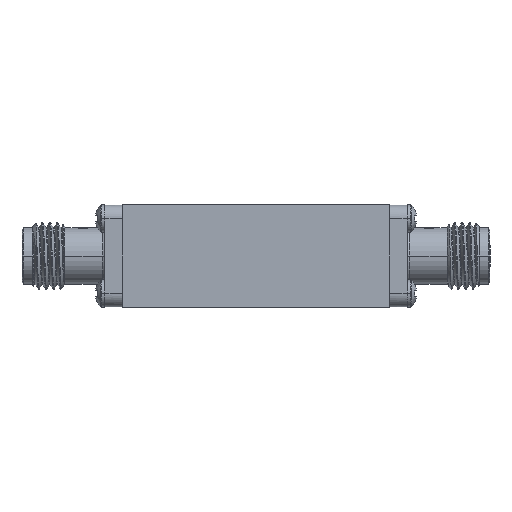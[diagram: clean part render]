
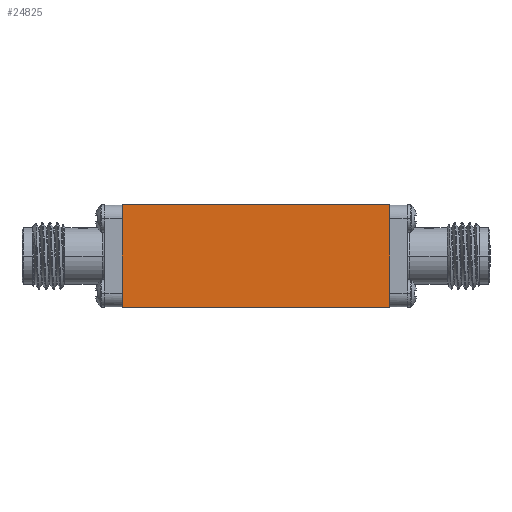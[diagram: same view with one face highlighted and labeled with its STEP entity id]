
A CAD part, front view. The second image highlights one B-rep face of the part: STEP entity #24825.
In plain terms, the highlighted planar face has unit normal (0, -1, 0).
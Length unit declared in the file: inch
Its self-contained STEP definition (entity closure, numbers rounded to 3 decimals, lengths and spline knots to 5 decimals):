
#666 = CARTESIAN_POINT ( 'NONE',  ( -0.5, -0.30118, -0.19094 ) ) ;
#2037 = ORIENTED_EDGE ( 'NONE', *, *, #36839, .F. ) ;
#3405 = VECTOR ( 'NONE', #24742, 39.37008 ) ;
#3638 = VECTOR ( 'NONE', #6607, 39.37008 ) ;
#4514 = PLANE ( 'NONE',  #40740 ) ;
#6121 = LINE ( 'NONE', #29067, #3638 ) ;
#6607 = DIRECTION ( 'NONE',  ( 0., 0., -1. ) ) ;
#7102 = VECTOR ( 'NONE', #11411, 39.37008 ) ;
#7377 = VECTOR ( 'NONE', #33858, 39.37008 ) ;
#8352 = LINE ( 'NONE', #11383, #7377 ) ;
#9551 = LINE ( 'NONE', #666, #7102 ) ;
#10099 = VERTEX_POINT ( 'NONE', #34661 ) ;
#10225 = DIRECTION ( 'NONE',  ( 0., 1., 0. ) ) ;
#11383 = CARTESIAN_POINT ( 'NONE',  ( -0.5, -0.30118, 0.19094 ) ) ;
#11411 = DIRECTION ( 'NONE',  ( 1., 0., 0. ) ) ;
#11913 = CARTESIAN_POINT ( 'NONE',  ( 0.5, -0.30118, 0.19094 ) ) ;
#12368 = ORIENTED_EDGE ( 'NONE', *, *, #27817, .F. ) ;
#13375 = EDGE_LOOP ( 'NONE', ( #38906, #12368, #2037, #18080 ) ) ;
#13520 = CARTESIAN_POINT ( 'NONE',  ( -0.5, -0.30118, 0.19094 ) ) ;
#13777 = LINE ( 'NONE', #11913, #3405 ) ;
#15113 = EDGE_CURVE ( 'NONE', #22850, #31984, #9551, .T. ) ;
#15440 = CARTESIAN_POINT ( 'NONE',  ( 0.5, -0.30118, -0.19094 ) ) ;
#18080 = ORIENTED_EDGE ( 'NONE', *, *, #24420, .T. ) ;
#19901 = CARTESIAN_POINT ( 'NONE',  ( 0.5, -0.30118, 0.19094 ) ) ;
#21028 = VERTEX_POINT ( 'NONE', #19901 ) ;
#22850 = VERTEX_POINT ( 'NONE', #38356 ) ;
#24420 = EDGE_CURVE ( 'NONE', #10099, #22850, #6121, .T. ) ;
#24742 = DIRECTION ( 'NONE',  ( 0., 0., -1. ) ) ;
#24825 = ADVANCED_FACE ( 'NONE', ( #28376 ), #4514, .F. ) ;
#27817 = EDGE_CURVE ( 'NONE', #21028, #31984, #13777, .T. ) ;
#28376 = FACE_OUTER_BOUND ( 'NONE', #13375, .T. ) ;
#29067 = CARTESIAN_POINT ( 'NONE',  ( -0.5, -0.30118, 0.19094 ) ) ;
#31984 = VERTEX_POINT ( 'NONE', #15440 ) ;
#33858 = DIRECTION ( 'NONE',  ( 1., 0., 0. ) ) ;
#34661 = CARTESIAN_POINT ( 'NONE',  ( -0.5, -0.30118, 0.19094 ) ) ;
#36839 = EDGE_CURVE ( 'NONE', #10099, #21028, #8352, .T. ) ;
#38356 = CARTESIAN_POINT ( 'NONE',  ( -0.5, -0.30118, -0.19094 ) ) ;
#38790 = DIRECTION ( 'NONE',  ( 0., 0., 1. ) ) ;
#38906 = ORIENTED_EDGE ( 'NONE', *, *, #15113, .T. ) ;
#40740 = AXIS2_PLACEMENT_3D ( 'NONE', #13520, #10225, #38790 ) ;
